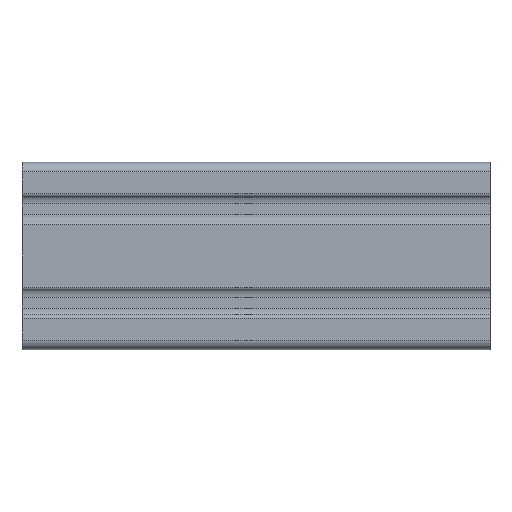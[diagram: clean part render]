
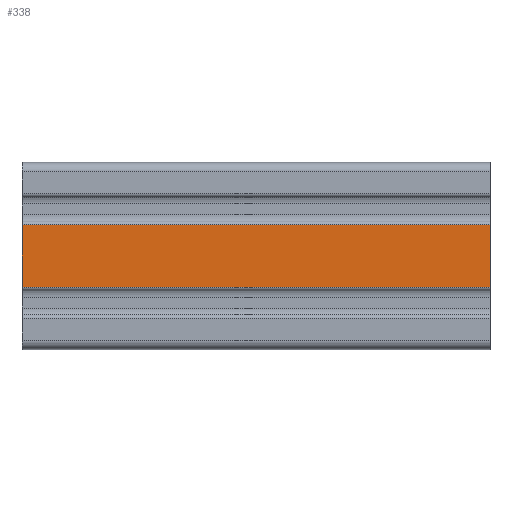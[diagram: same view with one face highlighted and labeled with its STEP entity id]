
A CAD part, left-side view. The second image highlights one B-rep face of the part: STEP entity #338.
In plain terms, the highlighted planar face has unit normal (-1, 0, 0).
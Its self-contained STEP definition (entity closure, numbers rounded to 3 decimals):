
#338 = ADVANCED_FACE( '', ( #773 ), #774, .F. );
#773 = FACE_OUTER_BOUND( '', #1316, .T. );
#774 = PLANE( '', #1317 );
#1316 = EDGE_LOOP( '', ( #2203, #2204, #2205, #2206 ) );
#1317 = AXIS2_PLACEMENT_3D( '', #2207, #2208, #2209 );
#2203 = ORIENTED_EDGE( '', *, *, #3683, .T. );
#2204 = ORIENTED_EDGE( '', *, *, #3406, .F. );
#2205 = ORIENTED_EDGE( '', *, *, #3684, .F. );
#2206 = ORIENTED_EDGE( '', *, *, #3379, .T. );
#2207 = CARTESIAN_POINT( '', ( -20., 100., 6.625 ) );
#2208 = DIRECTION( '', ( 1., 0., 0. ) );
#2209 = DIRECTION( '', ( 0., 0., -1. ) );
#3379 = EDGE_CURVE( '', #4079, #4077, #4080, .T. );
#3406 = EDGE_CURVE( '', #4126, #4121, #4128, .T. );
#3683 = EDGE_CURVE( '', #4077, #4121, #4589, .T. );
#3684 = EDGE_CURVE( '', #4079, #4126, #4590, .T. );
#4077 = VERTEX_POINT( '', #5117 );
#4079 = VERTEX_POINT( '', #5119 );
#4080 = LINE( '', #5120, #5121 );
#4121 = VERTEX_POINT( '', #5175 );
#4126 = VERTEX_POINT( '', #5181 );
#4128 = LINE( '', #5183, #5184 );
#4589 = LINE( '', #5801, #5802 );
#4590 = LINE( '', #5803, #5804 );
#5117 = CARTESIAN_POINT( '', ( -20., 0., -6.625 ) );
#5119 = CARTESIAN_POINT( '', ( -20., 100., -6.625 ) );
#5120 = CARTESIAN_POINT( '', ( -20., 100., -6.625 ) );
#5121 = VECTOR( '', #6471, 1000. );
#5175 = CARTESIAN_POINT( '', ( -20., 0., 6.625 ) );
#5181 = CARTESIAN_POINT( '', ( -20., 100., 6.625 ) );
#5183 = CARTESIAN_POINT( '', ( -20., 100., 6.625 ) );
#5184 = VECTOR( '', #6507, 1000. );
#5801 = CARTESIAN_POINT( '', ( -20., 0., 6.625 ) );
#5802 = VECTOR( '', #6838, 1000. );
#5803 = CARTESIAN_POINT( '', ( -20., 100., 6.625 ) );
#5804 = VECTOR( '', #6839, 1000. );
#6471 = DIRECTION( '', ( 0., -1., 0. ) );
#6507 = DIRECTION( '', ( 0., -1., 0. ) );
#6838 = DIRECTION( '', ( 0., 0., 1. ) );
#6839 = DIRECTION( '', ( 0., 0., 1. ) );
